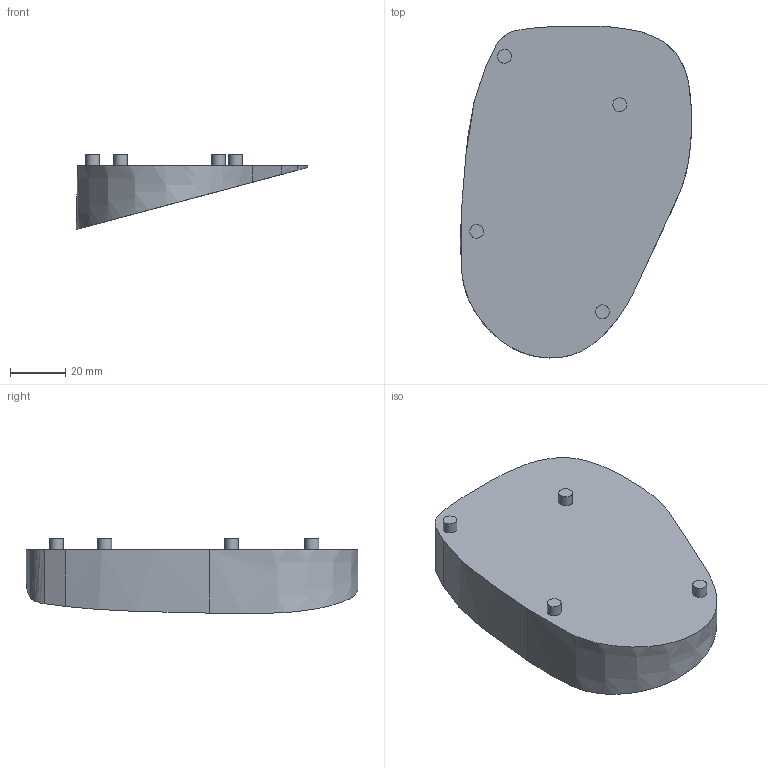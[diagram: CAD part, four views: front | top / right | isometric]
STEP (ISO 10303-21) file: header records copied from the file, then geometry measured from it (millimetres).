
FILE_DESCRIPTION(('FreeCAD Model'),'2;1');
FILE_NAME('Open CASCADE Shape Model','2021-08-17T12:04:35',(''),(''), 'Open CASCADE STEP processor 7.5','FreeCAD','Unknown');
FILE_SCHEMA(('AUTOMOTIVE_DESIGN { 1 0 10303 214 1 1 1 1 }'));
Length unit declared in the file: millimetre
Products named in the file (1): wedge
Bounding box: 83.78 x 120.24 x 27.12 mm (x, y, z)
Volume: 101041.4 mm3; surface area: 20836.6 mm2
Topology: 1 solids, 1 shells, 18 faces, 36 edges, 24 vertices
Faces by surface type: extrusion 8, plane 5, cylinder 4, bspline 1
Full cylindrical faces by diameter (mm): 5 x4
Entity records: 6892 total; most frequent: CARTESIAN_POINT 6170, DIRECTION 104, ORIENTED_EDGE 72, PCURVE 72, DEFINITIONAL_REPRESENTATION 72, VECTOR 60, LINE 52, B_SPLINE_CURVE_WITH_KNOTS 50
